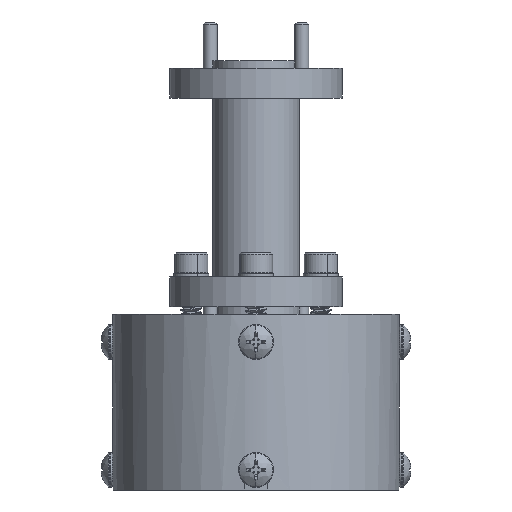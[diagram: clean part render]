
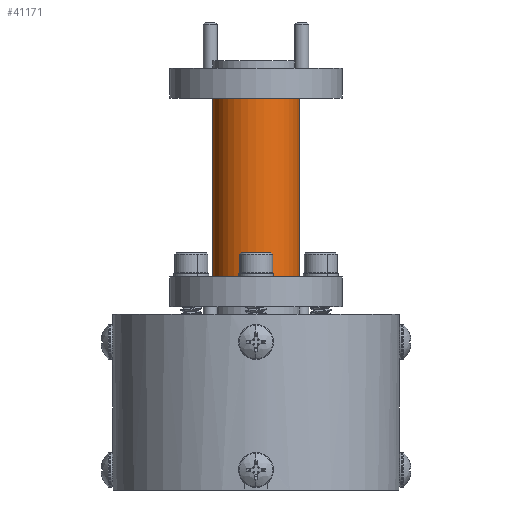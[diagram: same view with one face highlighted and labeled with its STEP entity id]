
A CAD part, front view. The second image highlights one B-rep face of the part: STEP entity #41171.
In plain terms, the highlighted cylindrical face has radius 4.763 mm (diameter 9.525 mm), a partial arc.
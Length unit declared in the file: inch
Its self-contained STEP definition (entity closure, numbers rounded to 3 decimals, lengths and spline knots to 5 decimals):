
#4058 = VECTOR ( 'NONE', #48388, 39.37008 ) ;
#4141 = AXIS2_PLACEMENT_3D ( 'NONE', #23237, #18607, #38908 ) ;
#4266 = FACE_OUTER_BOUND ( 'NONE', #47691, .T. ) ;
#4990 = AXIS2_PLACEMENT_3D ( 'NONE', #5037, #5293, #16267 ) ;
#5037 = CARTESIAN_POINT ( 'NONE',  ( 0., 0., -0.53033 ) ) ;
#5293 = DIRECTION ( 'NONE',  ( 0., 0., 1. ) ) ;
#6821 = EDGE_CURVE ( 'NONE', #40294, #44705, #11254, .T. ) ;
#8099 = CYLINDRICAL_SURFACE ( 'NONE', #4990, 0.1875 ) ;
#8559 = VECTOR ( 'NONE', #31509, 39.37008 ) ;
#10373 = CARTESIAN_POINT ( 'NONE',  ( 0., 0., 0.938 ) ) ;
#11254 = LINE ( 'NONE', #31254, #8559 ) ;
#14012 = CARTESIAN_POINT ( 'NONE',  ( -0.1875, 0., 0.938 ) ) ;
#14370 = ORIENTED_EDGE ( 'NONE', *, *, #17981, .T. ) ;
#15968 = CIRCLE ( 'NONE', #22557, 0.1875 ) ;
#16000 = ORIENTED_EDGE ( 'NONE', *, *, #6821, .F. ) ;
#16267 = DIRECTION ( 'NONE',  ( 1., 0., 0. ) ) ;
#17516 = CARTESIAN_POINT ( 'NONE',  ( 0.1875, 0., -0.53033 ) ) ;
#17981 = EDGE_CURVE ( 'NONE', #40771, #44705, #15968, .T. ) ;
#18607 = DIRECTION ( 'NONE',  ( 0., 0., 1. ) ) ;
#20351 = CARTESIAN_POINT ( 'NONE',  ( 0.1875, 0., 0.938 ) ) ;
#22557 = AXIS2_PLACEMENT_3D ( 'NONE', #10373, #30127, #33980 ) ;
#23237 = CARTESIAN_POINT ( 'NONE',  ( 0., 0., 0.162 ) ) ;
#26239 = CIRCLE ( 'NONE', #4141, 0.1875 ) ;
#26267 = ORIENTED_EDGE ( 'NONE', *, *, #47902, .T. ) ;
#30090 = VERTEX_POINT ( 'NONE', #41326 ) ;
#30127 = DIRECTION ( 'NONE',  ( 0., 0., -1. ) ) ;
#31254 = CARTESIAN_POINT ( 'NONE',  ( -0.1875, 0., -0.53033 ) ) ;
#31509 = DIRECTION ( 'NONE',  ( 0., 0., 1. ) ) ;
#33980 = DIRECTION ( 'NONE',  ( 1., 0., 0. ) ) ;
#35416 = ORIENTED_EDGE ( 'NONE', *, *, #41060, .T. ) ;
#38908 = DIRECTION ( 'NONE',  ( -1., 0., 0. ) ) ;
#40294 = VERTEX_POINT ( 'NONE', #47622 ) ;
#40666 = LINE ( 'NONE', #17516, #4058 ) ;
#40771 = VERTEX_POINT ( 'NONE', #20351 ) ;
#41060 = EDGE_CURVE ( 'NONE', #40294, #30090, #26239, .T. ) ;
#41171 = ADVANCED_FACE ( 'NONE', ( #4266 ), #8099, .T. ) ;
#41326 = CARTESIAN_POINT ( 'NONE',  ( 0.1875, 0., 0.162 ) ) ;
#44705 = VERTEX_POINT ( 'NONE', #14012 ) ;
#47622 = CARTESIAN_POINT ( 'NONE',  ( -0.1875, 0., 0.162 ) ) ;
#47691 = EDGE_LOOP ( 'NONE', ( #16000, #35416, #26267, #14370 ) ) ;
#47902 = EDGE_CURVE ( 'NONE', #30090, #40771, #40666, .T. ) ;
#48388 = DIRECTION ( 'NONE',  ( 0., 0., 1. ) ) ;
